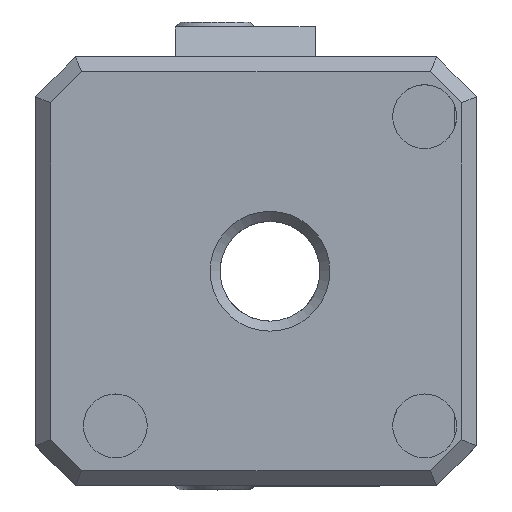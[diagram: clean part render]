
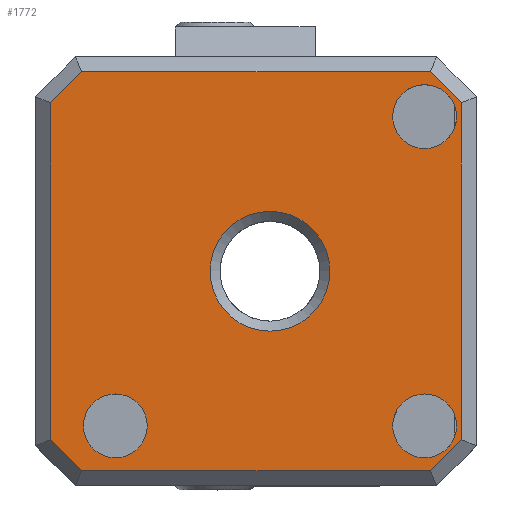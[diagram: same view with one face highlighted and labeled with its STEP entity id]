
A CAD part, top view. The second image highlights one B-rep face of the part: STEP entity #1772.
In plain terms, the highlighted planar face has unit normal (0, 0, 1).
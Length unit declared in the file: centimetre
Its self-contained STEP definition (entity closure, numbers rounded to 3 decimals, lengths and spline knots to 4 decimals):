
#51=PLANE('',#1931);
#159=LINE('',#3269,#305);
#160=LINE('',#3271,#306);
#161=LINE('',#3273,#307);
#162=LINE('',#3275,#308);
#163=LINE('',#3277,#309);
#164=LINE('',#3279,#310);
#165=LINE('',#3281,#311);
#166=LINE('',#3282,#312);
#305=VECTOR('',#2280,1.);
#306=VECTOR('',#2281,1.);
#307=VECTOR('',#2282,1.);
#308=VECTOR('',#2283,1.);
#309=VECTOR('',#2284,1.);
#310=VECTOR('',#2285,1.);
#311=VECTOR('',#2286,1.);
#312=VECTOR('',#2287,1.);
#417=FACE_BOUND('',#703,.T.);
#418=FACE_BOUND('',#704,.T.);
#419=FACE_BOUND('',#705,.T.);
#420=FACE_BOUND('',#706,.T.);
#454=CIRCLE('',#1871,0.32);
#456=CIRCLE('',#1874,0.32);
#482=CIRCLE('',#1924,0.32);
#485=CIRCLE('',#1930,0.6);
#579=FACE_OUTER_BOUND('',#702,.T.);
#702=EDGE_LOOP('',(#1430,#1431,#1432,#1433,#1434,#1435,#1436,#1437));
#703=EDGE_LOOP('',(#1438));
#704=EDGE_LOOP('',(#1439));
#705=EDGE_LOOP('',(#1440));
#706=EDGE_LOOP('',(#1441));
#843=VERTEX_POINT('',#3051);
#844=VERTEX_POINT('',#3055);
#900=VERTEX_POINT('',#3255);
#903=VERTEX_POINT('',#3264);
#904=VERTEX_POINT('',#3267);
#905=VERTEX_POINT('',#3268);
#906=VERTEX_POINT('',#3270);
#907=VERTEX_POINT('',#3272);
#908=VERTEX_POINT('',#3274);
#909=VERTEX_POINT('',#3276);
#910=VERTEX_POINT('',#3278);
#911=VERTEX_POINT('',#3280);
#1025=EDGE_CURVE('',#843,#843,#454,.T.);
#1027=EDGE_CURVE('',#844,#844,#456,.T.);
#1102=EDGE_CURVE('',#900,#900,#482,.T.);
#1105=EDGE_CURVE('',#903,#903,#485,.T.);
#1106=EDGE_CURVE('',#904,#905,#159,.T.);
#1107=EDGE_CURVE('',#905,#906,#160,.T.);
#1108=EDGE_CURVE('',#906,#907,#161,.T.);
#1109=EDGE_CURVE('',#907,#908,#162,.T.);
#1110=EDGE_CURVE('',#908,#909,#163,.T.);
#1111=EDGE_CURVE('',#909,#910,#164,.T.);
#1112=EDGE_CURVE('',#910,#911,#165,.T.);
#1113=EDGE_CURVE('',#911,#904,#166,.T.);
#1430=ORIENTED_EDGE('',*,*,#1106,.T.);
#1431=ORIENTED_EDGE('',*,*,#1107,.T.);
#1432=ORIENTED_EDGE('',*,*,#1108,.T.);
#1433=ORIENTED_EDGE('',*,*,#1109,.T.);
#1434=ORIENTED_EDGE('',*,*,#1110,.T.);
#1435=ORIENTED_EDGE('',*,*,#1111,.T.);
#1436=ORIENTED_EDGE('',*,*,#1112,.T.);
#1437=ORIENTED_EDGE('',*,*,#1113,.T.);
#1438=ORIENTED_EDGE('',*,*,#1025,.F.);
#1439=ORIENTED_EDGE('',*,*,#1102,.F.);
#1440=ORIENTED_EDGE('',*,*,#1027,.F.);
#1441=ORIENTED_EDGE('',*,*,#1105,.T.);
#1772=ADVANCED_FACE('',(#579,#417,#418,#419,#420),#51,.T.);
#1871=AXIS2_PLACEMENT_3D('',#3052,#2114,#2115);
#1874=AXIS2_PLACEMENT_3D('',#3056,#2120,#2121);
#1924=AXIS2_PLACEMENT_3D('',#3256,#2264,#2265);
#1930=AXIS2_PLACEMENT_3D('',#3265,#2276,#2277);
#1931=AXIS2_PLACEMENT_3D('',#3266,#2278,#2279);
#2114=DIRECTION('center_axis',(0.,0.,1.));
#2115=DIRECTION('ref_axis',(1.,0.,0.));
#2120=DIRECTION('center_axis',(0.,0.,1.));
#2121=DIRECTION('ref_axis',(1.,0.,0.));
#2264=DIRECTION('center_axis',(0.,0.,1.));
#2265=DIRECTION('ref_axis',(1.,0.,0.));
#2276=DIRECTION('center_axis',(0.,0.,-1.));
#2277=DIRECTION('ref_axis',(-1.,0.,0.));
#2278=DIRECTION('center_axis',(0.,0.,1.));
#2279=DIRECTION('ref_axis',(1.,0.,0.));
#2280=DIRECTION('',(0.,-1.,0.));
#2281=DIRECTION('',(0.707,-0.707,0.));
#2282=DIRECTION('',(1.,0.,0.));
#2283=DIRECTION('',(0.707,0.707,0.));
#2284=DIRECTION('',(0.,1.,0.));
#2285=DIRECTION('',(-0.707,0.707,0.));
#2286=DIRECTION('',(-1.,0.,0.));
#2287=DIRECTION('',(-0.707,-0.707,0.));
#3051=CARTESIAN_POINT('',(2.92,0.55,0.));
#3052=CARTESIAN_POINT('Origin',(2.6,0.55,0.));
#3055=CARTESIAN_POINT('',(2.92,-2.55,0.));
#3056=CARTESIAN_POINT('Origin',(2.6,-2.55,0.));
#3255=CARTESIAN_POINT('',(-0.18,-2.55,0.));
#3256=CARTESIAN_POINT('Origin',(-0.5,-2.55,0.));
#3264=CARTESIAN_POINT('',(1.65,-1.,0.));
#3265=CARTESIAN_POINT('Origin',(1.05,-1.,0.));
#3266=CARTESIAN_POINT('Origin',(1.05,-1.,0.));
#3267=CARTESIAN_POINT('',(-1.15,0.6879,0.));
#3268=CARTESIAN_POINT('',(-1.15,-2.6879,0.));
#3269=CARTESIAN_POINT('',(-1.15,0.075,0.));
#3270=CARTESIAN_POINT('',(-0.8379,-3.,0.));
#3271=CARTESIAN_POINT('',(-0.9439,-2.8939,0.));
#3272=CARTESIAN_POINT('',(2.6576,-3.,0.));
#3273=CARTESIAN_POINT('',(-0.025,-3.,0.));
#3274=CARTESIAN_POINT('',(2.9697,-2.6879,0.));
#3275=CARTESIAN_POINT('',(2.8337,-2.8239,0.));
#3276=CARTESIAN_POINT('',(2.9697,0.6879,0.));
#3277=CARTESIAN_POINT('',(2.9697,-2.075,0.));
#3278=CARTESIAN_POINT('',(2.6576,1.,0.));
#3279=CARTESIAN_POINT('',(2.8337,0.8239,0.));
#3280=CARTESIAN_POINT('',(-0.8379,1.,0.));
#3281=CARTESIAN_POINT('',(2.125,1.,0.));
#3282=CARTESIAN_POINT('',(-0.9439,0.8939,0.));
